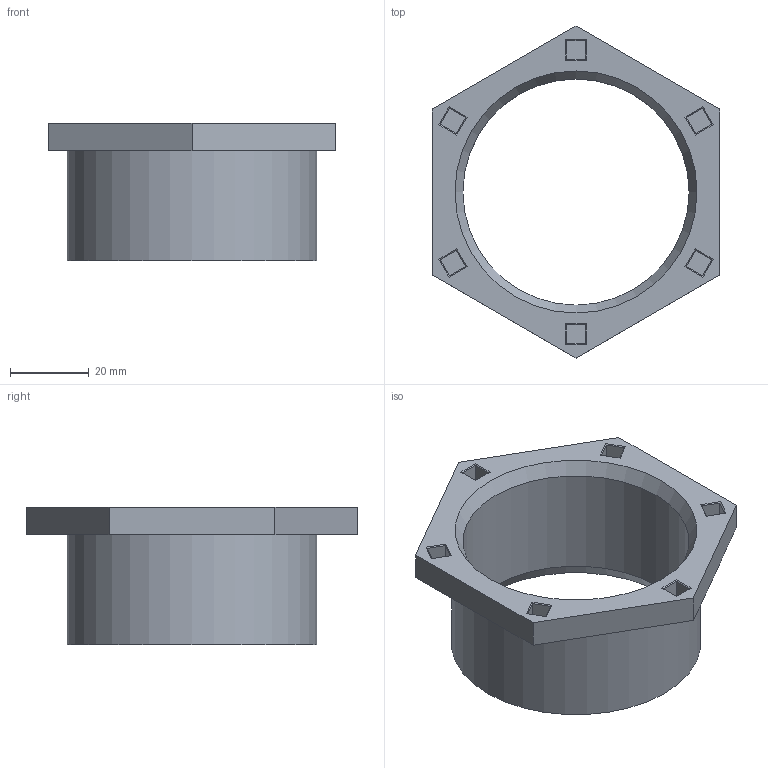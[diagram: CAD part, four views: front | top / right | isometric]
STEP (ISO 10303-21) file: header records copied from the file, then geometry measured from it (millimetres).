
FILE_DESCRIPTION(/* description */ (''),/* implementation_level */ '2;1');
FILE_NAME(/* name */ '2.5in_hose_coupling v5.step',/* time_stamp */ '2021-04-13T11:02:44-04:00',/* author */ (''),/* organization */ (''),/* preprocessor_version */ 'ST-DEVELOPER v18.1',/* originating_system */ 'Autodesk Translation Framework v9.10.0.1330',/* authorisation */ '');
FILE_SCHEMA (('AUTOMOTIVE_DESIGN { 1 0 10303 214 3 1 1 }'));
Length unit declared in the file: millimetre
Products named in the file (1): 2.5in_hose_coupling
Bounding box: 73.06 x 84.36 x 35 mm (x, y, z)
Volume: 28049.6 mm3; surface area: 17895.5 mm2
Topology: 1 solids, 1 shells, 67 faces, 148 edges, 90 vertices
Faces by surface type: plane 63, cone 2, cylinder 2
Full cylindrical faces by diameter (mm): 57.5 x1, 63.5 x1
Entity records: 1817 total; most frequent: CARTESIAN_POINT 306, ORIENTED_EDGE 296, DIRECTION 290, EDGE_CURVE 148, LINE 142, VECTOR 142, VERTEX_POINT 90, EDGE_LOOP 76
